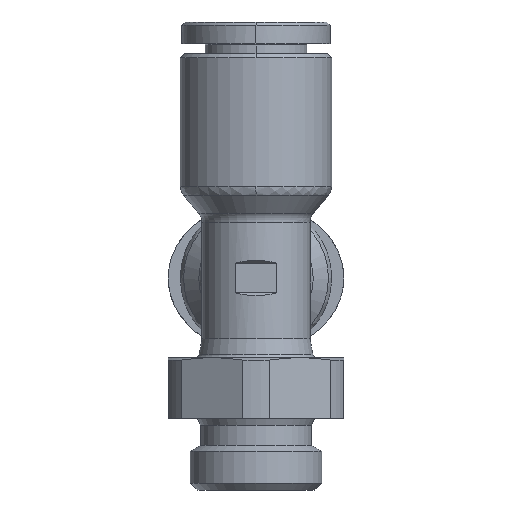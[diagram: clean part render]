
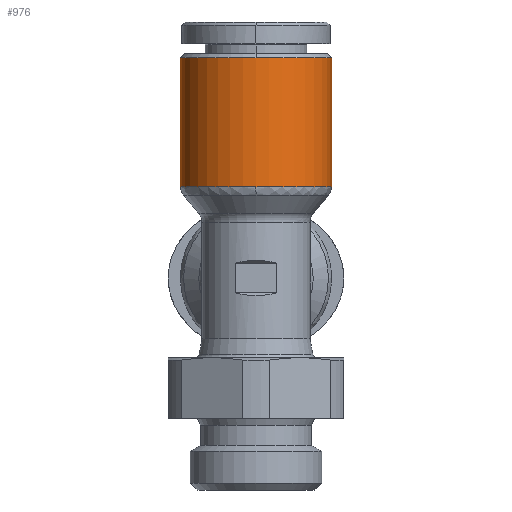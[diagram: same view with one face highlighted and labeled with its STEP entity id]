
A CAD part, left-side view. The second image highlights one B-rep face of the part: STEP entity #976.
In plain terms, the highlighted cylindrical face has radius 5.6 mm (diameter 11.2 mm), a partial arc.
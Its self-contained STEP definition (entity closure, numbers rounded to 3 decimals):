
#908 = ORIENTED_EDGE ( 'NONE', *, *, #13553, .F. ) ;
#976 = ADVANCED_FACE ( 'NONE', ( #16962 ), #6420, .T. ) ;
#1149 = CARTESIAN_POINT ( 'NONE',  ( -5.5, 0., 16.3 ) ) ;
#1242 = CARTESIAN_POINT ( 'NONE',  ( -11.1, 0., 6.765 ) ) ;
#1456 = DIRECTION ( 'NONE',  ( 0., 0., 1. ) ) ;
#1875 = DIRECTION ( 'NONE',  ( 0., 0., 1. ) ) ;
#2064 = EDGE_LOOP ( 'NONE', ( #908, #14055, #12165, #2155, #6163, #3898 ) ) ;
#2088 = CARTESIAN_POINT ( 'NONE',  ( -5.5, -5.6, 6.765 ) ) ;
#2155 = ORIENTED_EDGE ( 'NONE', *, *, #15115, .T. ) ;
#2474 = CIRCLE ( 'NONE', #15606, 5.6 ) ;
#3131 = VERTEX_POINT ( 'NONE', #8291 ) ;
#3811 = CARTESIAN_POINT ( 'NONE',  ( -5.5, -5.6, 10.7 ) ) ;
#3898 = ORIENTED_EDGE ( 'NONE', *, *, #12468, .T. ) ;
#3922 = CARTESIAN_POINT ( 'NONE',  ( -5.5, 0., 6.765 ) ) ;
#4613 = DIRECTION ( 'NONE',  ( 0., 0., 1. ) ) ;
#4624 = EDGE_CURVE ( 'NONE', #14813, #3131, #10480, .T. ) ;
#5918 = CARTESIAN_POINT ( 'NONE',  ( -5.5, 0., 6.765 ) ) ;
#5984 = DIRECTION ( 'NONE',  ( 0., -1., 0. ) ) ;
#6163 = ORIENTED_EDGE ( 'NONE', *, *, #4624, .T. ) ;
#6227 = VERTEX_POINT ( 'NONE', #2088 ) ;
#6420 = CYLINDRICAL_SURFACE ( 'NONE', #12523, 5.6 ) ;
#6426 = VECTOR ( 'NONE', #9797, 1000. ) ;
#7213 = VECTOR ( 'NONE', #10556, 1000. ) ;
#7692 = LINE ( 'NONE', #16724, #7213 ) ;
#7693 = DIRECTION ( 'NONE',  ( 0., -1., 0. ) ) ;
#7974 = CIRCLE ( 'NONE', #16236, 5.6 ) ;
#8291 = CARTESIAN_POINT ( 'NONE',  ( -11.1, 0., 16.3 ) ) ;
#8740 = AXIS2_PLACEMENT_3D ( 'NONE', #9913, #17530, #11429 ) ;
#9146 = CARTESIAN_POINT ( 'NONE',  ( -5.5, 5.6, 16.3 ) ) ;
#9231 = EDGE_CURVE ( 'NONE', #17892, #6227, #2474, .T. ) ;
#9797 = DIRECTION ( 'NONE',  ( 0., 0., 1. ) ) ;
#9913 = CARTESIAN_POINT ( 'NONE',  ( -5.5, 0., 16.3 ) ) ;
#10384 = LINE ( 'NONE', #3811, #6426 ) ;
#10480 = CIRCLE ( 'NONE', #8740, 5.6 ) ;
#10556 = DIRECTION ( 'NONE',  ( 0., 0., 1. ) ) ;
#11429 = DIRECTION ( 'NONE',  ( 0., -1., 0. ) ) ;
#11897 = VERTEX_POINT ( 'NONE', #16363 ) ;
#11914 = EDGE_CURVE ( 'NONE', #11897, #17892, #7974, .T. ) ;
#12165 = ORIENTED_EDGE ( 'NONE', *, *, #9231, .T. ) ;
#12468 = EDGE_CURVE ( 'NONE', #3131, #14665, #17070, .T. ) ;
#12523 = AXIS2_PLACEMENT_3D ( 'NONE', #16525, #1875, #7693 ) ;
#12706 = AXIS2_PLACEMENT_3D ( 'NONE', #1149, #19118, #14343 ) ;
#13553 = EDGE_CURVE ( 'NONE', #11897, #14665, #7692, .T. ) ;
#14055 = ORIENTED_EDGE ( 'NONE', *, *, #11914, .T. ) ;
#14343 = DIRECTION ( 'NONE',  ( 0., -1., 0. ) ) ;
#14549 = CARTESIAN_POINT ( 'NONE',  ( -5.5, -5.6, 16.3 ) ) ;
#14665 = VERTEX_POINT ( 'NONE', #9146 ) ;
#14813 = VERTEX_POINT ( 'NONE', #14549 ) ;
#15115 = EDGE_CURVE ( 'NONE', #6227, #14813, #10384, .T. ) ;
#15606 = AXIS2_PLACEMENT_3D ( 'NONE', #3922, #1456, #16296 ) ;
#16236 = AXIS2_PLACEMENT_3D ( 'NONE', #5918, #4613, #5984 ) ;
#16296 = DIRECTION ( 'NONE',  ( 0., -1., 0. ) ) ;
#16363 = CARTESIAN_POINT ( 'NONE',  ( -5.5, 5.6, 6.765 ) ) ;
#16525 = CARTESIAN_POINT ( 'NONE',  ( -5.5, 0., 10.7 ) ) ;
#16724 = CARTESIAN_POINT ( 'NONE',  ( -5.5, 5.6, 10.7 ) ) ;
#16962 = FACE_OUTER_BOUND ( 'NONE', #2064, .T. ) ;
#17070 = CIRCLE ( 'NONE', #12706, 5.6 ) ;
#17530 = DIRECTION ( 'NONE',  ( 0., 0., -1. ) ) ;
#17892 = VERTEX_POINT ( 'NONE', #1242 ) ;
#19118 = DIRECTION ( 'NONE',  ( 0., 0., -1. ) ) ;
